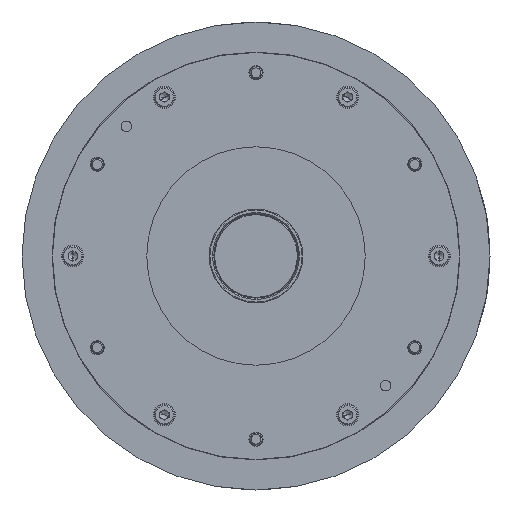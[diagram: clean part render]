
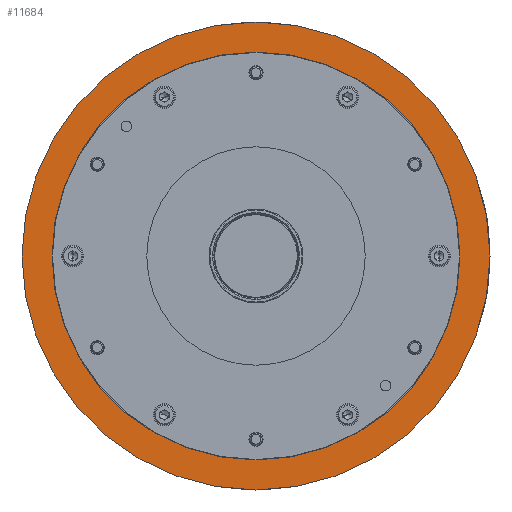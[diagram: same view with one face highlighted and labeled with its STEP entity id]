
A CAD part, left-side view. The second image highlights one B-rep face of the part: STEP entity #11684.
In plain terms, the highlighted planar face has unit normal (-1, 0, 0).
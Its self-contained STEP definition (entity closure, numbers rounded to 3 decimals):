
#211 = CARTESIAN_POINT ( 'NONE',  ( 0., 0., -130.75 ) ) ;
#2037 = DIRECTION ( 'NONE',  ( -1., 0., 0. ) ) ;
#3004 = DIRECTION ( 'NONE',  ( 1., 0., 0. ) ) ;
#4281 = CIRCLE ( 'NONE', #37601, 130.75 ) ;
#4621 = CIRCLE ( 'NONE', #48582, 130.75 ) ;
#7372 = DIRECTION ( 'NONE',  ( -1., 0., 0. ) ) ;
#10669 = CARTESIAN_POINT ( 'NONE',  ( 0., 150., 0. ) ) ;
#11374 = ORIENTED_EDGE ( 'NONE', *, *, #31801, .T. ) ;
#11684 = ADVANCED_FACE ( 'NONE', ( #37481, #27059 ), #49872, .F. ) ;
#13223 = VERTEX_POINT ( 'NONE', #13923 ) ;
#13916 = EDGE_LOOP ( 'NONE', ( #25653, #11374 ) ) ;
#13923 = CARTESIAN_POINT ( 'NONE',  ( 0., 0., 130.75 ) ) ;
#17973 = EDGE_LOOP ( 'NONE', ( #27442, #37725 ) ) ;
#19229 = CARTESIAN_POINT ( 'NONE',  ( 0., 0., 0. ) ) ;
#21148 = CARTESIAN_POINT ( 'NONE',  ( 0., 0., 0. ) ) ;
#21569 = CIRCLE ( 'NONE', #25012, 150. ) ;
#23185 = DIRECTION ( 'NONE',  ( 0., 0., 1. ) ) ;
#23793 = VERTEX_POINT ( 'NONE', #31878 ) ;
#25012 = AXIS2_PLACEMENT_3D ( 'NONE', #21148, #48555, #25073 ) ;
#25073 = DIRECTION ( 'NONE',  ( 0., 0., 1. ) ) ;
#25429 = CARTESIAN_POINT ( 'NONE',  ( 0., 0., 0. ) ) ;
#25653 = ORIENTED_EDGE ( 'NONE', *, *, #32164, .T. ) ;
#27059 = FACE_OUTER_BOUND ( 'NONE', #13916, .T. ) ;
#27442 = ORIENTED_EDGE ( 'NONE', *, *, #46908, .F. ) ;
#29357 = DIRECTION ( 'NONE',  ( 0., 0., 1. ) ) ;
#30343 = DIRECTION ( 'NONE',  ( 0., 0., -1. ) ) ;
#30807 = CARTESIAN_POINT ( 'NONE',  ( 0., 0., 0. ) ) ;
#31801 = EDGE_CURVE ( 'NONE', #23793, #49981, #21569, .T. ) ;
#31878 = CARTESIAN_POINT ( 'NONE',  ( 0., 0., -150. ) ) ;
#32164 = EDGE_CURVE ( 'NONE', #49981, #23793, #47310, .T. ) ;
#34787 = DIRECTION ( 'NONE',  ( 0., 0., 1. ) ) ;
#37481 = FACE_BOUND ( 'NONE', #17973, .T. ) ;
#37601 = AXIS2_PLACEMENT_3D ( 'NONE', #30807, #7372, #34787 ) ;
#37725 = ORIENTED_EDGE ( 'NONE', *, *, #44294, .F. ) ;
#41621 = AXIS2_PLACEMENT_3D ( 'NONE', #10669, #3004, #30343 ) ;
#44294 = EDGE_CURVE ( 'NONE', #46602, #13223, #4281, .T. ) ;
#44541 = CARTESIAN_POINT ( 'NONE',  ( 0., 0., 150. ) ) ;
#46602 = VERTEX_POINT ( 'NONE', #211 ) ;
#46655 = DIRECTION ( 'NONE',  ( -1., 0., 0. ) ) ;
#46908 = EDGE_CURVE ( 'NONE', #13223, #46602, #4621, .T. ) ;
#47310 = CIRCLE ( 'NONE', #47701, 150. ) ;
#47701 = AXIS2_PLACEMENT_3D ( 'NONE', #19229, #46655, #23185 ) ;
#48555 = DIRECTION ( 'NONE',  ( -1., 0., 0. ) ) ;
#48582 = AXIS2_PLACEMENT_3D ( 'NONE', #25429, #2037, #29357 ) ;
#49872 = PLANE ( 'NONE',  #41621 ) ;
#49981 = VERTEX_POINT ( 'NONE', #44541 ) ;
